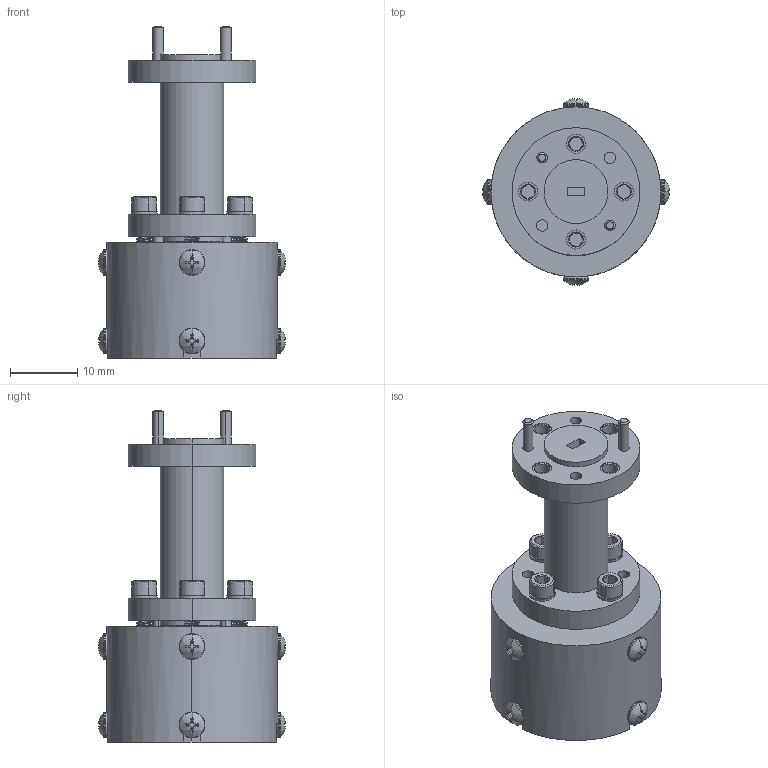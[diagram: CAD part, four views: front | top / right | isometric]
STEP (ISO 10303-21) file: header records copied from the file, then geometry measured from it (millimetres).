
FILE_DESCRIPTION (( 'STEP AP214' ), '1' );
FILE_NAME ('PEWAN1089-FMWAN1089.step', '2021-05-25T15:56:31', ( '' ), ( '' ), 'SwSTEP 2.0', 'SolidWorks 2020', '' );
FILE_SCHEMA (( 'AUTOMOTIVE_DESIGN' ));
Length unit declared in the file: inch
Products named in the file (1): PEWAN1089-FMWAN1089
Bounding box: 27.86 x 27.86 x 49.48 mm (x, y, z)
Volume: 11938 mm3; surface area: 8164.2 mm2
Topology: 10 solids, 10 shells, 1021 faces, 2693 edges, 1733 vertices
Faces by surface type: cylinder 579, plane 278, bspline 88, cone 76
Entity records: 54134 total; most frequent: CARTESIAN_POINT 31718, ORIENTED_EDGE 5382, DIRECTION 3707, EDGE_CURVE 2691, VERTEX_POINT 1733, AXIS2_PLACEMENT_3D 1342, EDGE_LOOP 1090, VECTOR 1023
